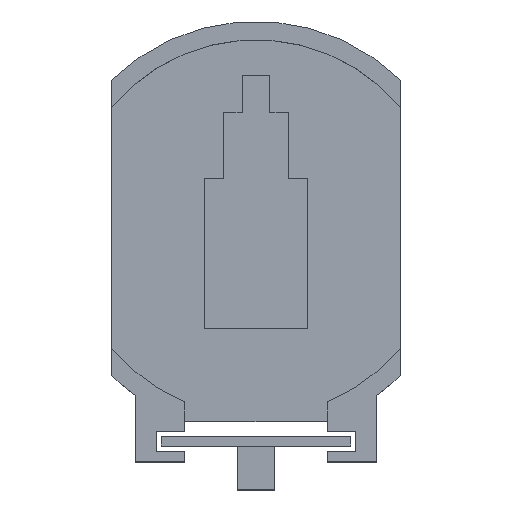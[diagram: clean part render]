
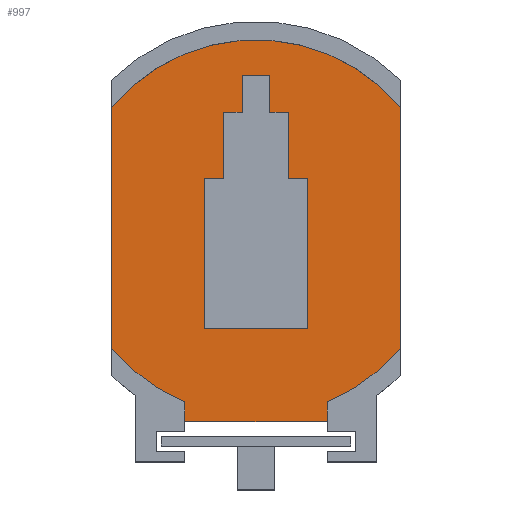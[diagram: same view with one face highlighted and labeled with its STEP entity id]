
A CAD part, top view. The second image highlights one B-rep face of the part: STEP entity #997.
In plain terms, the highlighted planar face has unit normal (0, 0, 1).
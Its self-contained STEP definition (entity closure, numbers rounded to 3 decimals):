
#39=CIRCLE('',#1090,10.15);
#43=CIRCLE('',#1097,10.15);
#44=CIRCLE('',#1098,10.15);
#61=FACE_OUTER_BOUND('',#115,.T.);
#115=EDGE_LOOP('',(#741,#742,#743,#744,#745,#746,#747,#748));
#184=LINE('',#1483,#314);
#198=LINE('',#1517,#328);
#209=LINE('',#1543,#339);
#210=LINE('',#1545,#340);
#211=LINE('',#1548,#341);
#314=VECTOR('',#1198,10.);
#328=VECTOR('',#1226,10.);
#339=VECTOR('',#1247,10.);
#340=VECTOR('',#1248,10.);
#341=VECTOR('',#1253,10.);
#439=VERTEX_POINT('',#1480);
#440=VERTEX_POINT('',#1482);
#448=VERTEX_POINT('',#1504);
#449=VERTEX_POINT('',#1505);
#452=VERTEX_POINT('',#1514);
#453=VERTEX_POINT('',#1516);
#463=VERTEX_POINT('',#1542);
#464=VERTEX_POINT('',#1544);
#540=EDGE_CURVE('',#440,#439,#184,.T.);
#551=EDGE_CURVE('',#448,#449,#39,.T.);
#557=EDGE_CURVE('',#453,#452,#198,.T.);
#571=EDGE_CURVE('',#463,#448,#209,.T.);
#572=EDGE_CURVE('',#449,#464,#210,.T.);
#573=EDGE_CURVE('',#464,#453,#43,.T.);
#574=EDGE_CURVE('',#452,#440,#44,.T.);
#575=EDGE_CURVE('',#439,#463,#211,.T.);
#741=ORIENTED_EDGE('',*,*,#571,.T.);
#742=ORIENTED_EDGE('',*,*,#551,.T.);
#743=ORIENTED_EDGE('',*,*,#572,.T.);
#744=ORIENTED_EDGE('',*,*,#573,.T.);
#745=ORIENTED_EDGE('',*,*,#557,.T.);
#746=ORIENTED_EDGE('',*,*,#574,.T.);
#747=ORIENTED_EDGE('',*,*,#540,.T.);
#748=ORIENTED_EDGE('',*,*,#575,.T.);
#948=PLANE('',#1096);
#997=ADVANCED_FACE('',(#61),#948,.T.);
#1090=AXIS2_PLACEMENT_3D('',#1506,#1217,#1218);
#1096=AXIS2_PLACEMENT_3D('',#1541,#1245,#1246);
#1097=AXIS2_PLACEMENT_3D('',#1546,#1249,#1250);
#1098=AXIS2_PLACEMENT_3D('',#1547,#1251,#1252);
#1198=DIRECTION('',(0.,-1.,0.));
#1217=DIRECTION('center_axis',(0.,0.,1.));
#1218=DIRECTION('ref_axis',(-0.768,0.64,0.));
#1226=DIRECTION('',(0.,-1.,0.));
#1245=DIRECTION('center_axis',(0.,0.,1.));
#1246=DIRECTION('ref_axis',(1.,0.,0.));
#1247=DIRECTION('',(0.,1.,0.));
#1248=DIRECTION('',(0.,1.,0.));
#1249=DIRECTION('center_axis',(0.,0.,1.));
#1250=DIRECTION('ref_axis',(-0.768,-0.64,0.));
#1251=DIRECTION('center_axis',(0.,0.,1.));
#1252=DIRECTION('ref_axis',(0.768,0.64,0.));
#1253=DIRECTION('',(1.,0.,0.));
#1480=CARTESIAN_POINT('',(-3.85,-9.719,0.9));
#1482=CARTESIAN_POINT('',(-3.85,-8.646,0.9));
#1483=CARTESIAN_POINT('',(-3.85,-9.498,0.9));
#1504=CARTESIAN_POINT('',(3.85,-8.646,0.9));
#1505=CARTESIAN_POINT('',(7.8,-5.75,0.9));
#1506=CARTESIAN_POINT('Origin',(0.,0.745,0.9));
#1514=CARTESIAN_POINT('',(-7.8,-5.75,0.9));
#1516=CARTESIAN_POINT('',(-7.8,7.24,0.9));
#1517=CARTESIAN_POINT('',(-7.8,8.713,0.9));
#1541=CARTESIAN_POINT('Origin',(5.783,-9.277,0.9));
#1542=CARTESIAN_POINT('',(3.85,-9.719,0.9));
#1543=CARTESIAN_POINT('',(3.85,-9.498,0.9));
#1544=CARTESIAN_POINT('',(7.8,7.24,0.9));
#1545=CARTESIAN_POINT('',(7.8,-7.223,0.9));
#1546=CARTESIAN_POINT('Origin',(0.,0.745,0.9));
#1547=CARTESIAN_POINT('Origin',(0.,0.745,0.9));
#1548=CARTESIAN_POINT('',(-3.85,-9.719,0.9));
